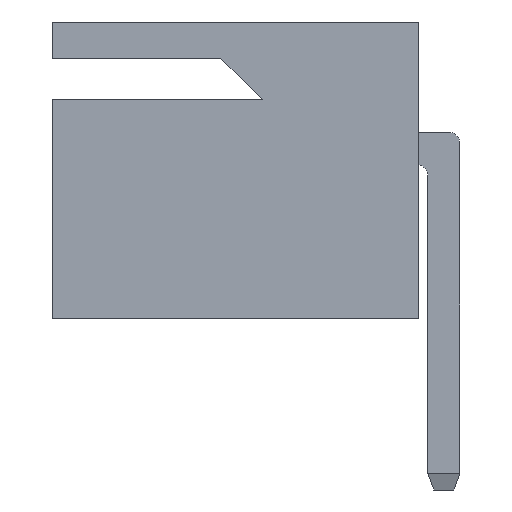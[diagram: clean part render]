
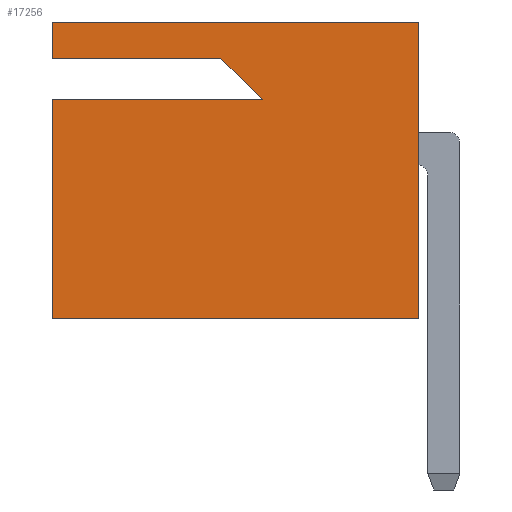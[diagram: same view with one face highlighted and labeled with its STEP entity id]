
A CAD part, left-side view. The second image highlights one B-rep face of the part: STEP entity #17256.
In plain terms, the highlighted planar face has unit normal (-1, 0, 0).
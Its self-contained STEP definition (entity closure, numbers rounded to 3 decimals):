
#1329=ORIENTED_EDGE('',*,*,#4703,.T.);
#1330=ORIENTED_EDGE('',*,*,#4704,.T.);
#1331=ORIENTED_EDGE('',*,*,#4705,.T.);
#1332=ORIENTED_EDGE('',*,*,#4437,.T.);
#1333=ORIENTED_EDGE('',*,*,#4702,.F.);
#1334=ORIENTED_EDGE('',*,*,#4444,.F.);
#1335=ORIENTED_EDGE('',*,*,#4339,.T.);
#1336=ORIENTED_EDGE('',*,*,#4706,.T.);
#4339=EDGE_CURVE('',#6086,#6085,#7163,.T.);
#4437=EDGE_CURVE('',#6103,#6176,#7261,.T.);
#4444=EDGE_CURVE('',#6086,#6182,#7268,.T.);
#4702=EDGE_CURVE('',#6182,#6176,#7526,.T.);
#4703=EDGE_CURVE('',#6331,#6332,#7527,.T.);
#4704=EDGE_CURVE('',#6332,#6333,#7528,.T.);
#4705=EDGE_CURVE('',#6333,#6103,#7529,.T.);
#4706=EDGE_CURVE('',#6085,#6331,#7530,.T.);
#6085=VERTEX_POINT('',#22288);
#6086=VERTEX_POINT('',#22290);
#6103=VERTEX_POINT('',#22335);
#6176=VERTEX_POINT('',#22482);
#6182=VERTEX_POINT('',#22497);
#6331=VERTEX_POINT('',#22960);
#6332=VERTEX_POINT('',#22961);
#6333=VERTEX_POINT('',#22963);
#7163=LINE('',#22289,#8605);
#7261=LINE('',#22483,#8703);
#7268=LINE('',#22496,#8710);
#7526=LINE('',#22957,#8968);
#7527=LINE('',#22959,#8969);
#7528=LINE('',#22962,#8970);
#7529=LINE('',#22964,#8971);
#7530=LINE('',#22965,#8972);
#8605=VECTOR('',#19170,1000.);
#8703=VECTOR('',#19278,1000.);
#8710=VECTOR('',#19287,1000.);
#8968=VECTOR('',#19653,1000.);
#8969=VECTOR('',#19656,1000.);
#8970=VECTOR('',#19657,1000.);
#8971=VECTOR('',#19658,1000.);
#8972=VECTOR('',#19659,1000.);
#9932=EDGE_LOOP('',(#1329,#1330,#1331,#1332,#1333,#1334,#1335,#1336));
#10700=FACE_BOUND('',#9932,.T.);
#11468=PLANE('',#18090);
#17256=ADVANCED_FACE('',(#10700),#11468,.T.);
#18090=AXIS2_PLACEMENT_3D('',#22958,#19654,#19655);
#19170=DIRECTION('',(0.,0.,-1.));
#19278=DIRECTION('',(0.,-1.,0.));
#19287=DIRECTION('',(0.,-1.,0.));
#19653=DIRECTION('',(0.,0.,-1.));
#19654=DIRECTION('',(-1.,0.,0.));
#19655=DIRECTION('',(0.,1.,0.));
#19656=DIRECTION('',(0.,-0.707,-0.707));
#19657=DIRECTION('',(0.,1.,0.));
#19658=DIRECTION('',(0.,0.,-1.));
#19659=DIRECTION('',(0.,-1.,0.));
#22288=CARTESIAN_POINT('',(-25.197,7.534,5.131));
#22289=CARTESIAN_POINT('',(-25.197,7.534,5.842));
#22290=CARTESIAN_POINT('',(-25.197,7.534,5.842));
#22335=CARTESIAN_POINT('',(-25.197,7.534,0.));
#22482=CARTESIAN_POINT('',(-25.197,0.32,0.));
#22483=CARTESIAN_POINT('',(-25.197,1.031,0.));
#22496=CARTESIAN_POINT('',(-25.197,1.031,5.842));
#22497=CARTESIAN_POINT('',(-25.197,0.32,5.842));
#22957=CARTESIAN_POINT('',(-25.197,0.32,5.842));
#22958=CARTESIAN_POINT('',(-25.197,1.031,5.842));
#22959=CARTESIAN_POINT('',(-25.197,4.206,5.131));
#22960=CARTESIAN_POINT('',(-25.197,4.206,5.131));
#22961=CARTESIAN_POINT('',(-25.197,3.393,4.318));
#22962=CARTESIAN_POINT('',(-25.197,3.393,4.318));
#22963=CARTESIAN_POINT('',(-25.197,7.534,4.318));
#22964=CARTESIAN_POINT('',(-25.197,7.534,5.842));
#22965=CARTESIAN_POINT('',(-25.197,7.534,5.131));
